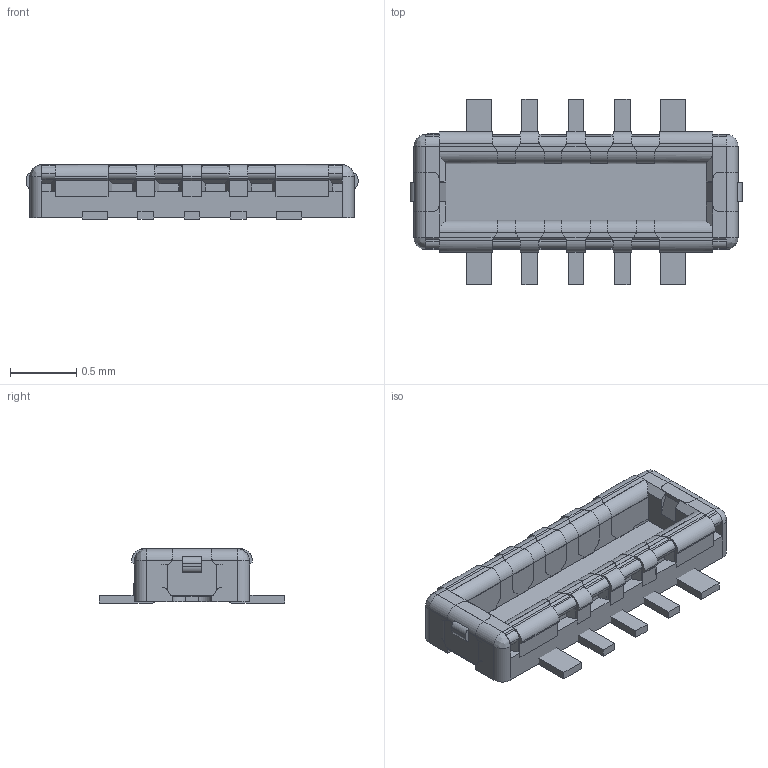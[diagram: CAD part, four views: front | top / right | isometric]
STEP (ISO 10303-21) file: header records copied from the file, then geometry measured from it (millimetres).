
FILE_DESCRIPTION(('CAx-IF Rec.Pracs.---Model Styling and Organization---1.5---2016-08-15','CAx-IF Rec.Pracs.---Geometric and Assembly Validation Properties---4.4---2016-08-17','CAx-IF Rec.Pracs.---User Defined Attributes---1.5---2016-08-15','CAx-IF Rec.Pracs.---External References---2.1---2005-01-19'),'2;1');
FILE_NAME('B2B GT-B0353MSV04-06B0201.stp','2025-04-08T11:45:49',('Unspecified'),('Unspecified'),'CAD Exchanger 3.11.0 (cadexchanger.com)','Unspecified','');
FILE_SCHEMA(('AUTOMOTIVE_DESIGN { 1 0 10303 214 1 1 1 1 }'));
Length unit declared in the file: millimetre
Products named in the file (4): PCBModel; ZKol-CN1; CONN-SMD_GT-B0353MSV04-06B0201; COMPOUND
Assembly tree (3 placements, depth 4):
  PCBModel
    ZKol-CN1
      CONN-SMD_GT-B0353MSV04-06B0201
        COMPOUND
Bounding box: 2.51 x 1.4 x 0.41 mm (x, y, z)
Volume: 0.7 mm3; surface area: 15.9 mm2
Topology: 11 solids, 11 shells, 800 faces, 2229 edges, 1471 vertices
Faces by surface type: plane 513, cylinder 185, bspline 102
Entity records: 32821 total; most frequent: CARTESIAN_POINT 6643, ORIENTED_EDGE 4458, DIRECTION 3656, EDGE_CURVE 2229, LINE 1488, VECTOR 1488, VERTEX_POINT 1471, AXIS2_PLACEMENT_3D 1084
